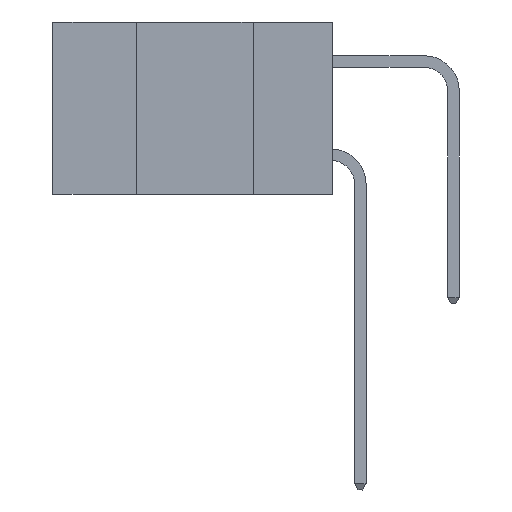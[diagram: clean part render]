
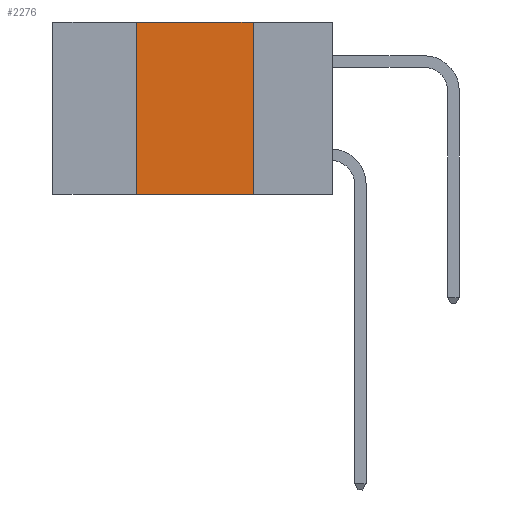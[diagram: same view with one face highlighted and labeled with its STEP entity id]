
A CAD part, left-side view. The second image highlights one B-rep face of the part: STEP entity #2276.
In plain terms, the highlighted planar face has unit normal (-1, 0, 0).
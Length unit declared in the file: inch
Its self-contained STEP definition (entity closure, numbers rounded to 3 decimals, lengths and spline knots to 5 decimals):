
#46 = CARTESIAN_POINT ( 'NONE',  ( 0., 0.6, 0. ) ) ;
#92 = CARTESIAN_POINT ( 'NONE',  ( 0., 0.17, 0. ) ) ;
#104 = LINE ( 'NONE', #46, #9562 ) ;
#907 = CARTESIAN_POINT ( 'NONE',  ( 0., 0.6, 0. ) ) ;
#1031 = AXIS2_PLACEMENT_3D ( 'NONE', #907, #9484, #9503 ) ;
#1313 = DIRECTION ( 'NONE',  ( 0., -1., 0. ) ) ;
#1418 = VERTEX_POINT ( 'NONE', #1613 ) ;
#1613 = CARTESIAN_POINT ( 'NONE',  ( 0., 0.42, -0.37 ) ) ;
#2276 = ADVANCED_FACE ( 'NONE', ( #5105 ), #2573, .F. ) ;
#2573 = PLANE ( 'NONE',  #1031 ) ;
#2590 = LINE ( 'NONE', #13926, #5443 ) ;
#4171 = ORIENTED_EDGE ( 'NONE', *, *, #11557, .F. ) ;
#4773 = VECTOR ( 'NONE', #4790, 39.37008 ) ;
#4790 = DIRECTION ( 'NONE',  ( 0., 0., -1. ) ) ;
#4958 = CARTESIAN_POINT ( 'NONE',  ( 0., 0.17, 0. ) ) ;
#5105 = FACE_OUTER_BOUND ( 'NONE', #14488, .T. ) ;
#5443 = VECTOR ( 'NONE', #11658, 39.37008 ) ;
#5950 = EDGE_CURVE ( 'NONE', #6790, #8757, #11058, .T. ) ;
#6153 = CARTESIAN_POINT ( 'NONE',  ( 0., 0.17, -0.37 ) ) ;
#6790 = VERTEX_POINT ( 'NONE', #92 ) ;
#6886 = VECTOR ( 'NONE', #9137, 39.37008 ) ;
#8011 = EDGE_CURVE ( 'NONE', #1418, #8757, #12670, .T. ) ;
#8180 = VERTEX_POINT ( 'NONE', #11628 ) ;
#8401 = ORIENTED_EDGE ( 'NONE', *, *, #14999, .F. ) ;
#8757 = VERTEX_POINT ( 'NONE', #6153 ) ;
#9137 = DIRECTION ( 'NONE',  ( 0., -1., 0. ) ) ;
#9484 = DIRECTION ( 'NONE',  ( 1., 0., 0. ) ) ;
#9503 = DIRECTION ( 'NONE',  ( 0., 0., -1. ) ) ;
#9562 = VECTOR ( 'NONE', #1313, 39.37008 ) ;
#11058 = LINE ( 'NONE', #4958, #4773 ) ;
#11332 = ORIENTED_EDGE ( 'NONE', *, *, #8011, .T. ) ;
#11557 = EDGE_CURVE ( 'NONE', #8180, #6790, #104, .T. ) ;
#11628 = CARTESIAN_POINT ( 'NONE',  ( 0., 0.42, 0. ) ) ;
#11658 = DIRECTION ( 'NONE',  ( 0., 0., 1. ) ) ;
#12670 = LINE ( 'NONE', #14592, #6886 ) ;
#13926 = CARTESIAN_POINT ( 'NONE',  ( 0., 0.42, 0. ) ) ;
#14488 = EDGE_LOOP ( 'NONE', ( #14915, #4171, #8401, #11332 ) ) ;
#14592 = CARTESIAN_POINT ( 'NONE',  ( 0., 0.6, -0.37 ) ) ;
#14915 = ORIENTED_EDGE ( 'NONE', *, *, #5950, .F. ) ;
#14999 = EDGE_CURVE ( 'NONE', #1418, #8180, #2590, .T. ) ;
